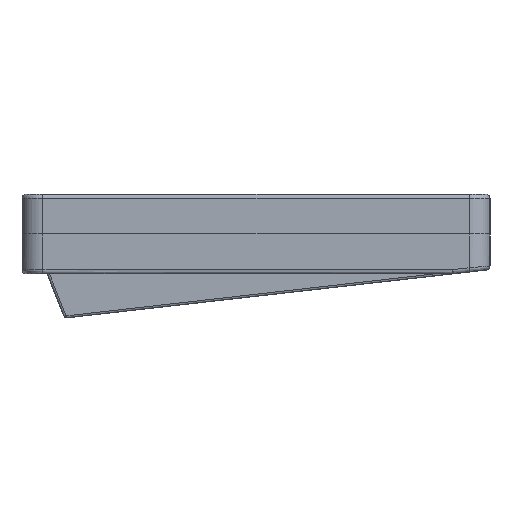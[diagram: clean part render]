
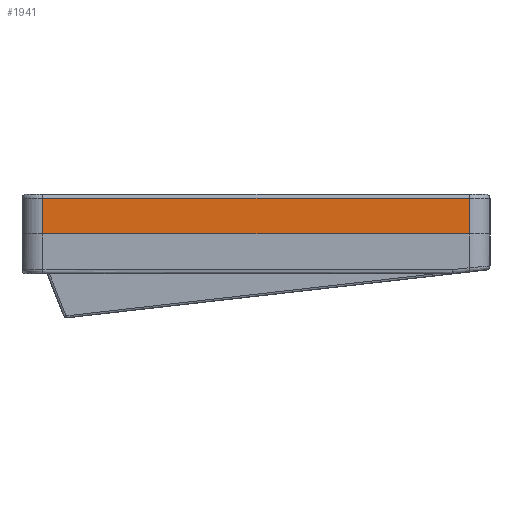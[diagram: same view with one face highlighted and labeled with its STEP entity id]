
A CAD part, left-side view. The second image highlights one B-rep face of the part: STEP entity #1941.
In plain terms, the highlighted planar face has unit normal (-1, 0, 0).
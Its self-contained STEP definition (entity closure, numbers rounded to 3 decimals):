
#85 = EDGE_CURVE ( 'NONE', #8832, #159, #1981, .T. ) ;
#159 = VERTEX_POINT ( 'NONE', #9296 ) ;
#946 = CARTESIAN_POINT ( 'NONE',  ( -6.008, 100.491, 358.802 ) ) ;
#1213 = FACE_OUTER_BOUND ( 'NONE', #5685, .T. ) ;
#1278 = VECTOR ( 'NONE', #8337, 1000. ) ;
#1941 = ADVANCED_FACE ( 'NONE', ( #1213 ), #11826, .F. ) ;
#1981 = LINE ( 'NONE', #946, #5508 ) ;
#2191 = CARTESIAN_POINT ( 'NONE',  ( -6.008, -0.961, 9.5 ) ) ;
#2242 = EDGE_CURVE ( 'NONE', #5181, #8832, #3446, .T. ) ;
#2267 = CARTESIAN_POINT ( 'NONE',  ( -6.008, -0.961, 18. ) ) ;
#2416 = DIRECTION ( 'NONE',  ( 0., 1., 0. ) ) ;
#3011 = DIRECTION ( 'NONE',  ( 0., 1., 0. ) ) ;
#3446 = LINE ( 'NONE', #7631, #10279 ) ;
#3536 = ORIENTED_EDGE ( 'NONE', *, *, #85, .T. ) ;
#3794 = VERTEX_POINT ( 'NONE', #2191 ) ;
#3853 = ORIENTED_EDGE ( 'NONE', *, *, #2242, .T. ) ;
#5181 = VERTEX_POINT ( 'NONE', #2267 ) ;
#5508 = VECTOR ( 'NONE', #12521, 1000. ) ;
#5685 = EDGE_LOOP ( 'NONE', ( #3536, #8873, #8144, #3853 ) ) ;
#5881 = LINE ( 'NONE', #13471, #1278 ) ;
#6137 = AXIS2_PLACEMENT_3D ( 'NONE', #6369, #6885, #7156 ) ;
#6369 = CARTESIAN_POINT ( 'NONE',  ( -6.008, 105.391, 358.802 ) ) ;
#6659 = EDGE_CURVE ( 'NONE', #3794, #159, #9371, .T. ) ;
#6885 = DIRECTION ( 'NONE',  ( 1., 0., 0. ) ) ;
#7009 = EDGE_CURVE ( 'NONE', #3794, #5181, #5881, .T. ) ;
#7156 = DIRECTION ( 'NONE',  ( 0., 1., 0. ) ) ;
#7332 = CARTESIAN_POINT ( 'NONE',  ( -6.008, 126.789, 9.5 ) ) ;
#7631 = CARTESIAN_POINT ( 'NONE',  ( -6.008, 100.491, 18. ) ) ;
#7878 = CARTESIAN_POINT ( 'NONE',  ( -6.008, 100.491, 18. ) ) ;
#8144 = ORIENTED_EDGE ( 'NONE', *, *, #7009, .T. ) ;
#8337 = DIRECTION ( 'NONE',  ( 0., 0., 1. ) ) ;
#8832 = VERTEX_POINT ( 'NONE', #7878 ) ;
#8873 = ORIENTED_EDGE ( 'NONE', *, *, #6659, .F. ) ;
#9296 = CARTESIAN_POINT ( 'NONE',  ( -6.008, 100.491, 9.5 ) ) ;
#9371 = LINE ( 'NONE', #7332, #11544 ) ;
#10279 = VECTOR ( 'NONE', #2416, 1000. ) ;
#11544 = VECTOR ( 'NONE', #3011, 1000. ) ;
#11826 = PLANE ( 'NONE',  #6137 ) ;
#12521 = DIRECTION ( 'NONE',  ( 0., 0., -1. ) ) ;
#13471 = CARTESIAN_POINT ( 'NONE',  ( -6.008, -0.961, 358.802 ) ) ;
